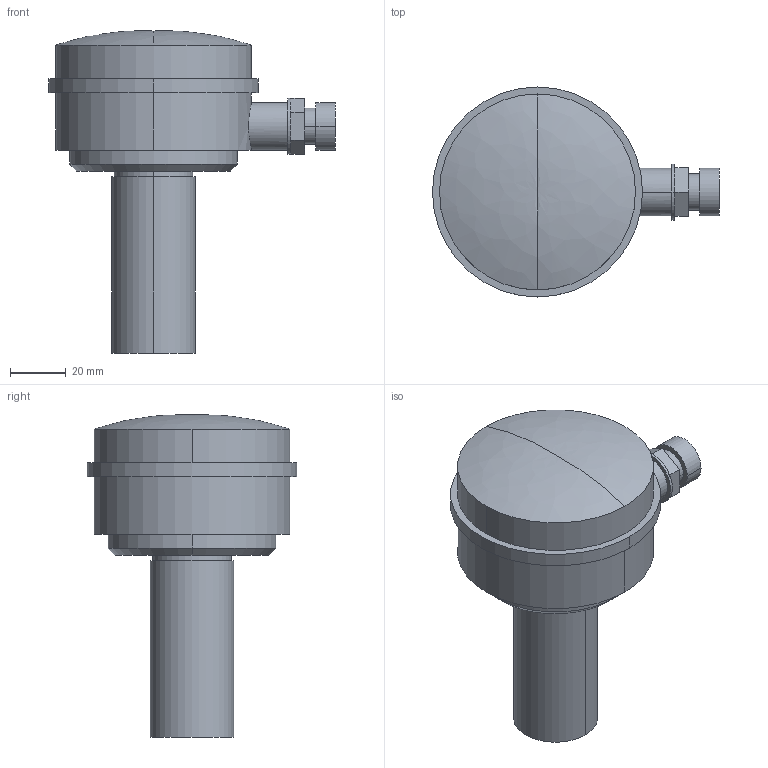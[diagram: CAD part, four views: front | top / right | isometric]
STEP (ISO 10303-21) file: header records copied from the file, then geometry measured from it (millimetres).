
FILE_DESCRIPTION((''),'2;1');
FILE_NAME('PRT0001_SW0001','2012-03-22T',('dhelisch'),(''),'PRO/ENGINEER BY PARAMETRIC TECHNOLOGY CORPORATION, 2007250','PRO/ENGINEER BY PARAMETRIC TECHNOLOGY CORPORATION, 2007250','');
FILE_SCHEMA(('CONFIG_CONTROL_DESIGN'));
Length unit declared in the file: millimetre
Products named in the file (1): PRT0001_SW0001
Bounding box: 102.5 x 75 x 115.1 mm (x, y, z)
Surface area: 26669.9 mm2 (no closed solid volume)
Topology: 0 solids, 1 shells, 46 faces, 93 edges, 55 vertices
Faces by surface type: plane 22, cylinder 20, cone 2, bspline 2
Entity records: 1692 total; most frequent: CARTESIAN_POINT 280, DIRECTION 226, ORIENTED_EDGE 182, AXIS2_PLACEMENT_3D 93, EDGE_CURVE 91, COLOUR_RGB 65, VERTEX_POINT 55, EDGE_LOOP 54
